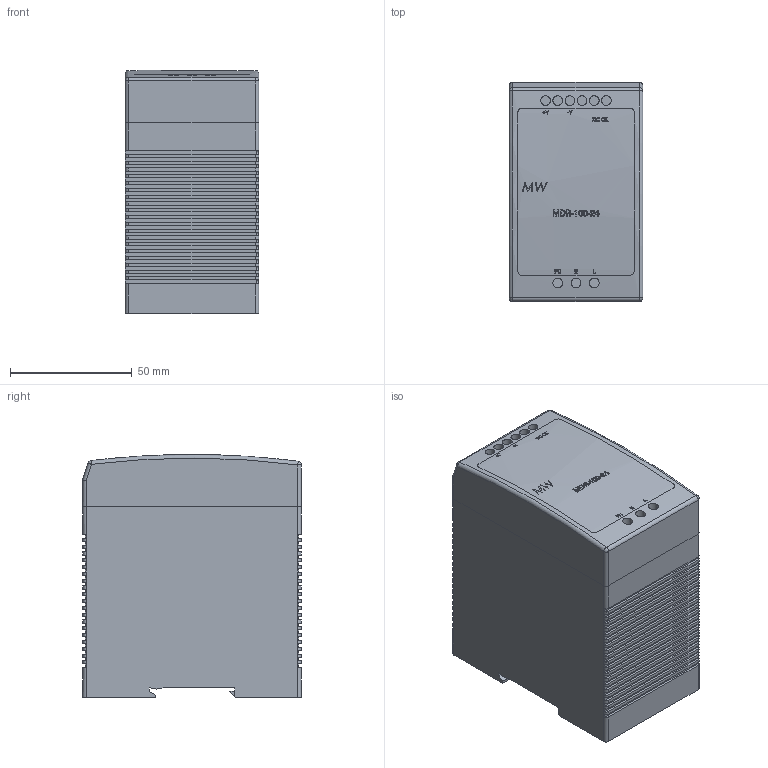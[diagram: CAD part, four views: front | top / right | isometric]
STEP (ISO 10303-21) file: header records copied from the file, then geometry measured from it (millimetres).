
FILE_DESCRIPTION (( 'STEP AP214' ), '1' );
FILE_NAME ('ALIM MEAN WELL MDR-100-24.STEP', '2022-12-08T09:38:20', ( '' ), ( '' ), 'SwSTEP 2.0', 'SolidWorks 2019', '' );
FILE_SCHEMA (( 'AUTOMOTIVE_DESIGN' ));
Length unit declared in the file: millimetre
Products named in the file (1): ALIM MEAN WELL MDR-100-24
Bounding box: 55 x 90 x 100 mm (x, y, z)
Volume: 475281.1 mm3; surface area: 56089.1 mm2
Topology: 3 solids, 3 shells, 532 faces, 1571 edges, 1091 vertices
Faces by surface type: plane 338, cylinder 136, bspline 52, sphere 4, torus 2
Full cylindrical faces by diameter (mm): 4 x9, 5 x1
Entity records: 25838 total; most frequent: CARTESIAN_POINT 11765, ORIENTED_EDGE 3118, DIRECTION 2638, EDGE_CURVE 1559, VERTEX_POINT 1091, VECTOR 944, LINE 944, AXIS2_PLACEMENT_3D 847
